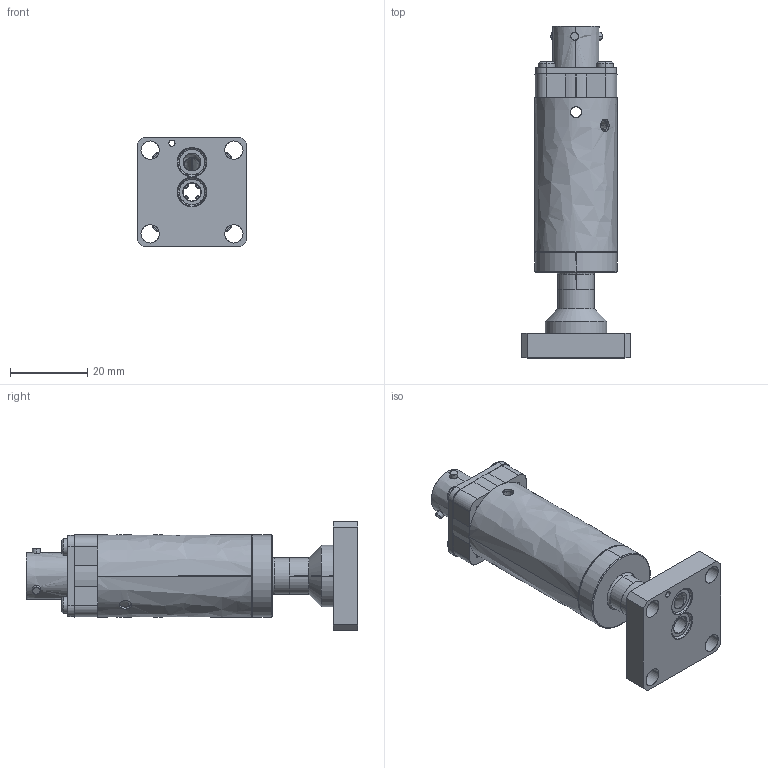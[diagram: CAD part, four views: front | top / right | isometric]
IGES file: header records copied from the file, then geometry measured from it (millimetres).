
Start section: SolidWorks IGES file using analytic representation for surfaces
Global section: file name: GFD-B-CS-L.IGS; native system: SolidWorks 2014; preprocessor: SolidWorks 2014; author: CFehr; date: 170717.090421; units: inch
Bounding box: 28.45 x 86.11 x 28.45 mm (x, y, z)
Surface area: 11252.9 mm2 (no closed solid volume)
Topology: 0 solids, 0 shells, 224 faces, 3548 edges, 3547 vertices
Faces by surface type: revolution 113, bspline 111
